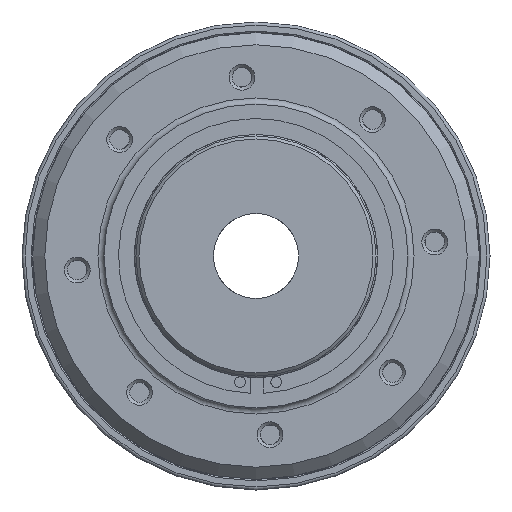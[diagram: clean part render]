
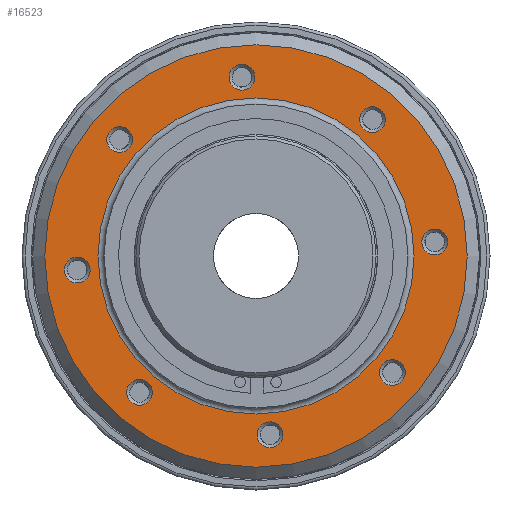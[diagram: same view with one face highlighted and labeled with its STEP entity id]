
A CAD part, left-side view. The second image highlights one B-rep face of the part: STEP entity #16523.
In plain terms, the highlighted planar face has unit normal (-1, 0, 0).
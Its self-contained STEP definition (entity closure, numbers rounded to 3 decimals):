
#2138=PLANE('',#17413);
#2984=ORIENTED_EDGE('',*,*,#6018,.T.);
#2985=ORIENTED_EDGE('',*,*,#6017,.T.);
#2986=ORIENTED_EDGE('',*,*,#6016,.T.);
#2987=ORIENTED_EDGE('',*,*,#6015,.T.);
#2988=ORIENTED_EDGE('',*,*,#6014,.T.);
#2989=ORIENTED_EDGE('',*,*,#6013,.T.);
#2990=ORIENTED_EDGE('',*,*,#6012,.T.);
#2991=ORIENTED_EDGE('',*,*,#6011,.T.);
#2992=ORIENTED_EDGE('',*,*,#6020,.T.);
#2993=ORIENTED_EDGE('',*,*,#6010,.F.);
#6010=EDGE_CURVE('',#9192,#9192,#7564,.T.);
#6011=EDGE_CURVE('',#9193,#9193,#7565,.T.);
#6012=EDGE_CURVE('',#9194,#9194,#7566,.T.);
#6013=EDGE_CURVE('',#9195,#9195,#7567,.T.);
#6014=EDGE_CURVE('',#9196,#9196,#7568,.T.);
#6015=EDGE_CURVE('',#9197,#9197,#7569,.T.);
#6016=EDGE_CURVE('',#9198,#9198,#7570,.T.);
#6017=EDGE_CURVE('',#9199,#9199,#7571,.T.);
#6018=EDGE_CURVE('',#9200,#9200,#7572,.T.);
#6020=EDGE_CURVE('',#9202,#9202,#7574,.T.);
#7564=CIRCLE('',#17394,34.75);
#7565=CIRCLE('',#17396,2.121);
#7566=CIRCLE('',#17398,2.121);
#7567=CIRCLE('',#17400,2.121);
#7568=CIRCLE('',#17402,2.121);
#7569=CIRCLE('',#17404,2.121);
#7570=CIRCLE('',#17406,2.121);
#7571=CIRCLE('',#17408,2.121);
#7572=CIRCLE('',#17410,2.121);
#7574=CIRCLE('',#17414,26.);
#8157=EDGE_LOOP('',(#2984));
#8158=EDGE_LOOP('',(#2985));
#8159=EDGE_LOOP('',(#2986));
#8160=EDGE_LOOP('',(#2987));
#8161=EDGE_LOOP('',(#2988));
#8162=EDGE_LOOP('',(#2989));
#8163=EDGE_LOOP('',(#2990));
#8164=EDGE_LOOP('',(#2991));
#8165=EDGE_LOOP('',(#2992));
#8166=EDGE_LOOP('',(#2993));
#9192=VERTEX_POINT('',#22564);
#9193=VERTEX_POINT('',#22567);
#9194=VERTEX_POINT('',#22570);
#9195=VERTEX_POINT('',#22573);
#9196=VERTEX_POINT('',#22576);
#9197=VERTEX_POINT('',#22579);
#9198=VERTEX_POINT('',#22582);
#9199=VERTEX_POINT('',#22585);
#9200=VERTEX_POINT('',#22588);
#9202=VERTEX_POINT('',#22594);
#10399=FACE_BOUND('',#8157,.T.);
#10400=FACE_BOUND('',#8158,.T.);
#10401=FACE_BOUND('',#8159,.T.);
#10402=FACE_BOUND('',#8160,.T.);
#10403=FACE_BOUND('',#8161,.T.);
#10404=FACE_BOUND('',#8162,.T.);
#10405=FACE_BOUND('',#8163,.T.);
#10406=FACE_BOUND('',#8164,.T.);
#10407=FACE_BOUND('',#8165,.T.);
#10408=FACE_BOUND('',#8166,.T.);
#16523=ADVANCED_FACE('',(#10399,#10400,#10401,#10402,#10403,#10404,#10405,
#10406,#10407,#10408),#2138,.F.);
#17394=AXIS2_PLACEMENT_3D('',#22563,#18919,#18920);
#17396=AXIS2_PLACEMENT_3D('',#22566,#18923,#18924);
#17398=AXIS2_PLACEMENT_3D('',#22569,#18927,#18928);
#17400=AXIS2_PLACEMENT_3D('',#22572,#18931,#18932);
#17402=AXIS2_PLACEMENT_3D('',#22575,#18935,#18936);
#17404=AXIS2_PLACEMENT_3D('',#22578,#18939,#18940);
#17406=AXIS2_PLACEMENT_3D('',#22581,#18943,#18944);
#17408=AXIS2_PLACEMENT_3D('',#22584,#18947,#18948);
#17410=AXIS2_PLACEMENT_3D('',#22587,#18951,#18952);
#17413=AXIS2_PLACEMENT_3D('',#22592,#18957,#18958);
#17414=AXIS2_PLACEMENT_3D('',#22593,#18959,#18960);
#18919=DIRECTION('',(1.,0.,0.));
#18920=DIRECTION('',(0.,0.,-1.));
#18923=DIRECTION('',(1.,0.,0.));
#18924=DIRECTION('',(0.,0.,-1.));
#18927=DIRECTION('',(1.,0.,0.));
#18928=DIRECTION('',(0.,0.,-1.));
#18931=DIRECTION('',(1.,0.,0.));
#18932=DIRECTION('',(0.,0.,-1.));
#18935=DIRECTION('',(1.,0.,0.));
#18936=DIRECTION('',(0.,0.,-1.));
#18939=DIRECTION('',(1.,0.,0.));
#18940=DIRECTION('',(0.,0.,-1.));
#18943=DIRECTION('',(1.,0.,0.));
#18944=DIRECTION('',(0.,0.,-1.));
#18947=DIRECTION('',(1.,0.,0.));
#18948=DIRECTION('',(0.,0.,-1.));
#18951=DIRECTION('',(1.,0.,0.));
#18952=DIRECTION('',(0.,0.,-1.));
#18957=DIRECTION('',(1.,0.,0.));
#18958=DIRECTION('',(0.,0.,-1.));
#18959=DIRECTION('',(1.,0.,0.));
#18960=DIRECTION('',(0.,0.,-1.));
#22563=CARTESIAN_POINT('',(6.7,0.,0.));
#22564=CARTESIAN_POINT('',(6.7,0.,-34.75));
#22566=CARTESIAN_POINT('',(6.7,29.409,-2.315));
#22567=CARTESIAN_POINT('',(6.7,29.409,-4.436));
#22569=CARTESIAN_POINT('',(6.7,22.432,19.159));
#22570=CARTESIAN_POINT('',(6.7,22.432,17.038));
#22572=CARTESIAN_POINT('',(6.7,2.315,29.409));
#22573=CARTESIAN_POINT('',(6.7,2.315,27.288));
#22575=CARTESIAN_POINT('',(6.7,-19.159,22.432));
#22576=CARTESIAN_POINT('',(6.7,-19.159,20.311));
#22578=CARTESIAN_POINT('',(6.7,-29.409,2.315));
#22579=CARTESIAN_POINT('',(6.7,-29.409,0.194));
#22581=CARTESIAN_POINT('',(6.7,19.159,-22.432));
#22582=CARTESIAN_POINT('',(6.7,19.159,-24.553));
#22584=CARTESIAN_POINT('',(6.7,-2.315,-29.409));
#22585=CARTESIAN_POINT('',(6.7,-2.315,-31.53));
#22587=CARTESIAN_POINT('',(6.7,-22.432,-19.159));
#22588=CARTESIAN_POINT('',(6.7,-22.432,-21.28));
#22592=CARTESIAN_POINT('',(6.7,0.,36.75));
#22593=CARTESIAN_POINT('',(6.7,0.,0.));
#22594=CARTESIAN_POINT('',(6.7,0.,-26.));
